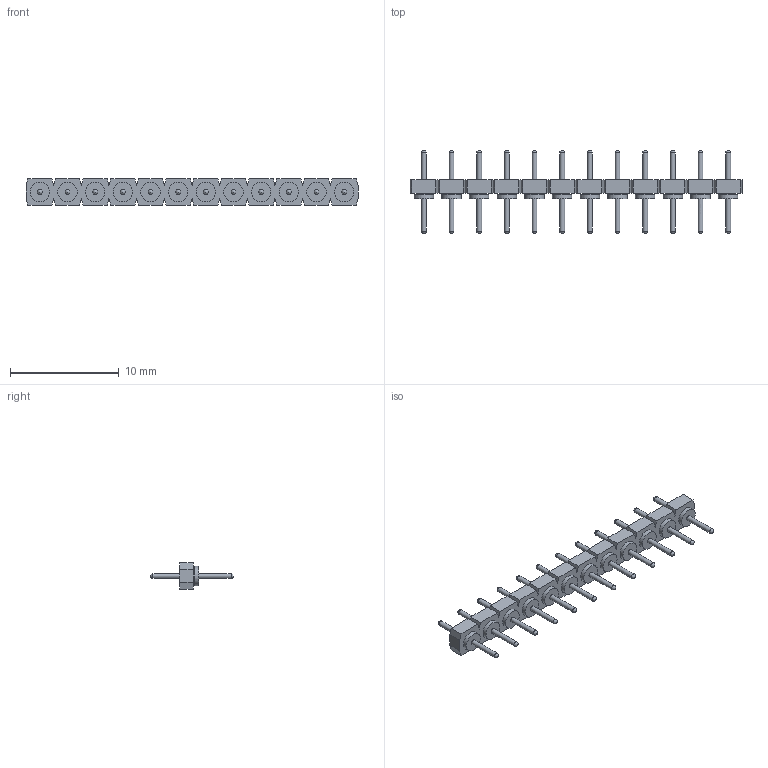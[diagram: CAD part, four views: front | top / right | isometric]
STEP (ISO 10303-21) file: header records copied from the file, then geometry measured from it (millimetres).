
FILE_DESCRIPTION(/* description */ ('STEP AP214'),/* implementation_level */ '2;1');
FILE_NAME(/* name */ 'BBL-112-G-E',/* time_stamp */ '2022-07-23T17:31:21+02:00',/* author */ ('License CC BY-ND 4.0'),/* organization */ ('CADENAS'),/* preprocessor_version */ 'ST-DEVELOPER v18.102',/* originating_system */ 'PARTsolutions',/* authorisation */ ' ');
FILE_SCHEMA (('AUTOMOTIVE_DESIGN {1 0 10303 214 3 1 1}'));
Length unit declared in the file: inch
Products named in the file (3): BBL-112-G-E; BBL-112-G-E_pins; BBL-112-G-E_socket
Assembly tree (13 placements, depth 2):
  BBL-112-G-E
    BBL-112-G-E_pins  x12
    BBL-112-G-E_socket
Bounding box: 30.48 x 7.62 x 2.44 mm (x, y, z)
Volume: 114.6 mm3; surface area: 530.4 mm2
Topology: 13 solids, 13 shells, 196 faces, 486 edges, 328 vertices
Faces by surface type: plane 112, cylinder 60, sphere 24
Full cylindrical faces by diameter (mm): 0.457 x24, 1.27 x24, 1.778 x12
Entity records: 3210 total; most frequent: CARTESIAN_POINT 545, ORIENTED_EDGE 508, DIRECTION 508, EDGE_CURVE 254, LINE 222, VECTOR 222, VERTEX_POINT 180, AXIS2_PLACEMENT_3D 143
